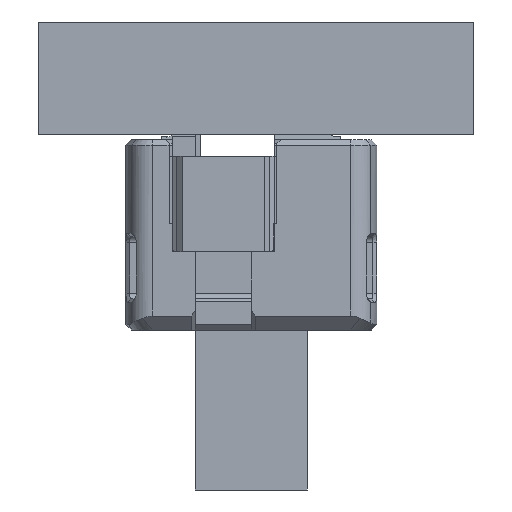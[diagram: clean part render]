
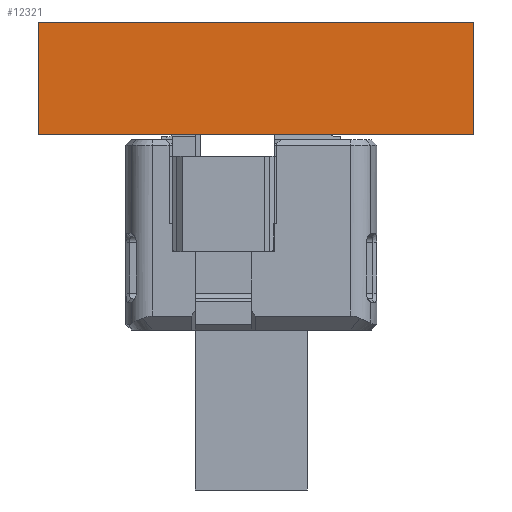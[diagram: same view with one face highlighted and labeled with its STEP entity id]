
A CAD part, left-side view. The second image highlights one B-rep face of the part: STEP entity #12321.
In plain terms, the highlighted planar face has unit normal (-1, 0, 0).
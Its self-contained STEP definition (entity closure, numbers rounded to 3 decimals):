
#1043=FACE_OUTER_BOUND('',#1750,.T.);
#1750=EDGE_LOOP('',(#10053,#10054,#10055,#10056));
#2918=LINE('',#20576,#4349);
#2922=LINE('',#20584,#4353);
#2925=LINE('',#20590,#4356);
#2928=LINE('',#20595,#4359);
#4349=VECTOR('',#15405,10.);
#4353=VECTOR('',#15411,10.);
#4356=VECTOR('',#15416,10.);
#4359=VECTOR('',#15421,10.);
#5608=VERTEX_POINT('',#20574);
#5609=VERTEX_POINT('',#20575);
#5612=VERTEX_POINT('',#20583);
#5614=VERTEX_POINT('',#20589);
#7149=EDGE_CURVE('',#5608,#5609,#2918,.T.);
#7153=EDGE_CURVE('',#5609,#5612,#2922,.T.);
#7156=EDGE_CURVE('',#5612,#5614,#2925,.T.);
#7159=EDGE_CURVE('',#5614,#5608,#2928,.T.);
#10053=ORIENTED_EDGE('',*,*,#7159,.T.);
#10054=ORIENTED_EDGE('',*,*,#7149,.T.);
#10055=ORIENTED_EDGE('',*,*,#7153,.T.);
#10056=ORIENTED_EDGE('',*,*,#7156,.T.);
#11721=PLANE('',#13116);
#12321=ADVANCED_FACE('',(#1043),#11721,.F.);
#13116=AXIS2_PLACEMENT_3D('',#20598,#15425,#15426);
#15405=DIRECTION('',(0.,0.,-1.));
#15411=DIRECTION('',(0.,-1.,0.));
#15416=DIRECTION('',(0.,0.,1.));
#15421=DIRECTION('',(0.,1.,0.));
#15425=DIRECTION('center_axis',(1.,0.,0.));
#15426=DIRECTION('ref_axis',(0.,1.,0.));
#20574=CARTESIAN_POINT('',(9.,33.019,44.));
#20575=CARTESIAN_POINT('',(9.,33.019,24.));
#20576=CARTESIAN_POINT('',(9.,33.019,44.));
#20583=CARTESIAN_POINT('',(9.,-44.708,24.));
#20584=CARTESIAN_POINT('',(9.,33.019,24.));
#20589=CARTESIAN_POINT('',(9.,-44.708,44.));
#20590=CARTESIAN_POINT('',(9.,-44.708,24.));
#20595=CARTESIAN_POINT('',(9.,-44.708,44.));
#20598=CARTESIAN_POINT('Origin',(9.,-5.844,34.));
